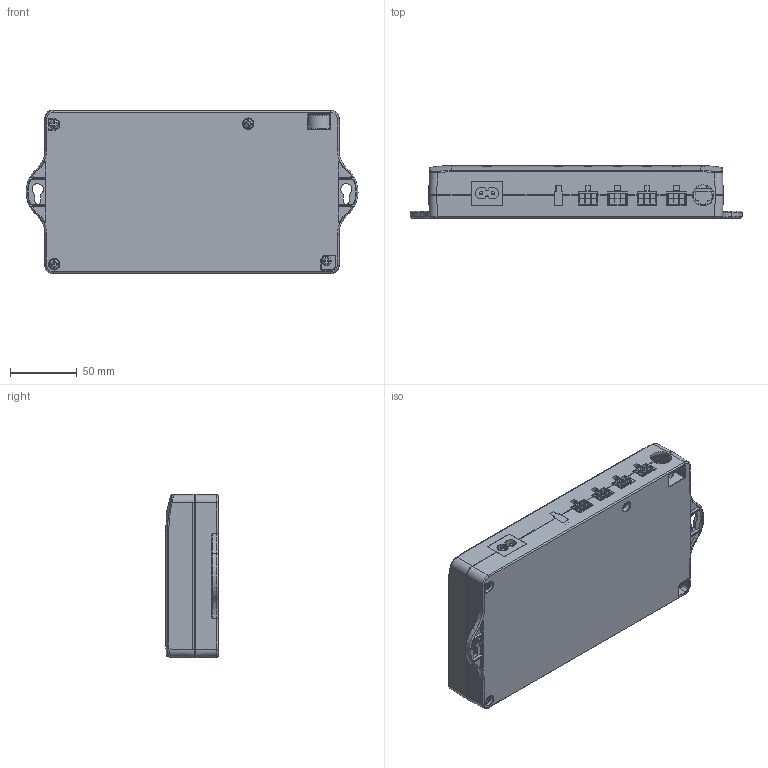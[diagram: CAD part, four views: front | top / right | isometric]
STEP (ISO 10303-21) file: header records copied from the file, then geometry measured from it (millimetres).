
FILE_DESCRIPTION((''),'2;1');
FILE_NAME('CF12-_ASM','2019-07-23T',('USER'),(''),'PRO/ENGINEER BY PARAMETRIC TECHNOLOGY CORPORATION, 2008090','PRO/ENGINEER BY PARAMETRIC TECHNOLOGY CORPORATION, 2008090','');
FILE_SCHEMA(('CONFIG_CONTROL_DESIGN'));
Products named in the file (1): CF12-_ASM
Bounding box: 248 x 39 x 122 mm (x, y, z)
Volume: 231639.8 mm3; surface area: 211240.2 mm2
Topology: 6 solids, 14 shells, 1724 faces, 4620 edges, 2985 vertices
Faces by surface type: plane 995, cylinder 393, extrusion 92, bspline 89, cone 82, torus 69, sphere 4
Entity records: 59580 total; most frequent: CARTESIAN_POINT 17485, ORIENTED_EDGE 9232, DIRECTION 7884, EDGE_CURVE 4616, VECTOR 3046, VERTEX_POINT 2985, LINE 2954, AXIS2_PLACEMENT_3D 2419
